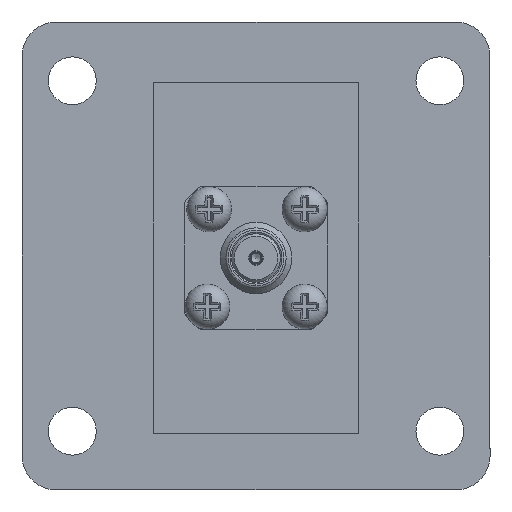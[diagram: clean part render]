
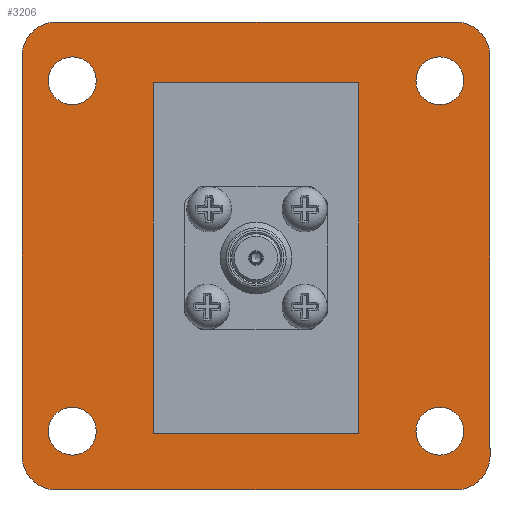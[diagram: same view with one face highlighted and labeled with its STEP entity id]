
A CAD part, left-side view. The second image highlights one B-rep face of the part: STEP entity #3206.
In plain terms, the highlighted planar face has unit normal (-1, 0, 0).
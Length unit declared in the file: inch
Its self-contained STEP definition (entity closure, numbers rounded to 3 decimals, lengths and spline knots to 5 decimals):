
#26 = VERTEX_POINT ( 'NONE', #913 ) ;
#121 = EDGE_CURVE ( 'NONE', #2263, #723, #2647, .T. ) ;
#287 = DIRECTION ( 'NONE',  ( 0., 0., -1. ) ) ;
#409 = DIRECTION ( 'NONE',  ( 0., -1., 0. ) ) ;
#482 = DIRECTION ( 'NONE',  ( 0., 0., -1. ) ) ;
#559 = CARTESIAN_POINT ( 'NONE',  ( -0.19685, 0.69698, 0.70405 ) ) ;
#561 = CARTESIAN_POINT ( 'NONE',  ( -0.19685, -0.6405, 0.53375 ) ) ;
#577 = CARTESIAN_POINT ( 'NONE',  ( -0.19685, 0.69698, -0.808 ) ) ;
#598 = CARTESIAN_POINT ( 'NONE',  ( -0.19685, -0.6405, -0.68651 ) ) ;
#605 = FACE_BOUND ( 'NONE', #2053, .T. ) ;
#606 = CIRCLE ( 'NONE', #2776, 0.1181 ) ;
#639 = CARTESIAN_POINT ( 'NONE',  ( -0.19685, 0.81508, 0.70405 ) ) ;
#640 = DIRECTION ( 'NONE',  ( 1., 0., 0. ) ) ;
#647 = EDGE_CURVE ( 'NONE', #3302, #3198, #1551, .T. ) ;
#656 = AXIS2_PLACEMENT_3D ( 'NONE', #2388, #2371, #2356 ) ;
#686 = VERTEX_POINT ( 'NONE', #1195 ) ;
#717 = CARTESIAN_POINT ( 'NONE',  ( -0.19685, -0.81508, -0.6899 ) ) ;
#723 = VERTEX_POINT ( 'NONE', #577 ) ;
#735 = EDGE_CURVE ( 'NONE', #723, #1072, #1933, .T. ) ;
#797 = CARTESIAN_POINT ( 'NONE',  ( -0.19685, -0.69698, 0.82215 ) ) ;
#798 = CARTESIAN_POINT ( 'NONE',  ( -0.19685, 0.63991, -0.60305 ) ) ;
#799 = DIRECTION ( 'NONE',  ( 0., 0., -1. ) ) ;
#807 = VERTEX_POINT ( 'NONE', #1114 ) ;
#822 = EDGE_LOOP ( 'NONE', ( #3593 ) ) ;
#853 = CIRCLE ( 'NONE', #2885, 0.08346 ) ;
#864 = AXIS2_PLACEMENT_3D ( 'NONE', #1289, #2484, #3135 ) ;
#871 = DIRECTION ( 'NONE',  ( 0., 0., -1. ) ) ;
#887 = CARTESIAN_POINT ( 'NONE',  ( -0.19685, 0.63991, 0.53375 ) ) ;
#913 = CARTESIAN_POINT ( 'NONE',  ( -0.19685, 0.69698, 0.82215 ) ) ;
#992 = DIRECTION ( 'NONE',  ( 1., 0., 0. ) ) ;
#1017 = CARTESIAN_POINT ( 'NONE',  ( -0.19685, -0.6405, 0.61721 ) ) ;
#1072 = VERTEX_POINT ( 'NONE', #1887 ) ;
#1106 = DIRECTION ( 'NONE',  ( 0., 0., -1. ) ) ;
#1107 = CARTESIAN_POINT ( 'NONE',  ( -0.19685, -0.69698, -0.808 ) ) ;
#1109 = EDGE_CURVE ( 'NONE', #2548, #2548, #1113, .T. ) ;
#1113 = CIRCLE ( 'NONE', #2471, 0.08346 ) ;
#1114 = CARTESIAN_POINT ( 'NONE',  ( -0.19685, 0.35829, -0.61013 ) ) ;
#1133 = EDGE_CURVE ( 'NONE', #3198, #1340, #3363, .T. ) ;
#1187 = CIRCLE ( 'NONE', #2320, 0.08346 ) ;
#1195 = CARTESIAN_POINT ( 'NONE',  ( -0.19685, 0.63991, -0.68651 ) ) ;
#1289 = CARTESIAN_POINT ( 'NONE',  ( -0.19685, 0.69698, -0.6899 ) ) ;
#1311 = VERTEX_POINT ( 'NONE', #598 ) ;
#1340 = VERTEX_POINT ( 'NONE', #3375 ) ;
#1347 = EDGE_LOOP ( 'NONE', ( #3446, #3390, #3300, #3115 ) ) ;
#1350 = DIRECTION ( 'NONE',  ( 1., 0., 0. ) ) ;
#1359 = CARTESIAN_POINT ( 'NONE',  ( -0.19685, 0.35829, 0.61013 ) ) ;
#1391 = DIRECTION ( 'NONE',  ( 0., 1., 0. ) ) ;
#1403 = EDGE_CURVE ( 'NONE', #1072, #2742, #1950, .T. ) ;
#1405 = CARTESIAN_POINT ( 'NONE',  ( -0.19685, -0.69698, -0.808 ) ) ;
#1409 = FACE_BOUND ( 'NONE', #822, .T. ) ;
#1427 = VERTEX_POINT ( 'NONE', #2798 ) ;
#1437 = EDGE_LOOP ( 'NONE', ( #3824, #3877, #3919, #3933, #3913, #3829, #3780, #3722 ) ) ;
#1501 = FACE_BOUND ( 'NONE', #1517, .T. ) ;
#1513 = CARTESIAN_POINT ( 'NONE',  ( -0.19685, 0.35829, 0.61013 ) ) ;
#1517 = EDGE_LOOP ( 'NONE', ( #3687 ) ) ;
#1551 = CIRCLE ( 'NONE', #656, 0.1181 ) ;
#1669 = CIRCLE ( 'NONE', #3361, 0.1181 ) ;
#1688 = DIRECTION ( 'NONE',  ( 1., 0., 0. ) ) ;
#1887 = CARTESIAN_POINT ( 'NONE',  ( -0.19685, 0.81508, -0.6899 ) ) ;
#1901 = AXIS2_PLACEMENT_3D ( 'NONE', #2432, #640, #2716 ) ;
#1910 = VECTOR ( 'NONE', #482, 39.37008 ) ;
#1933 = CIRCLE ( 'NONE', #864, 0.1181 ) ;
#1950 = LINE ( 'NONE', #2874, #3211 ) ;
#1972 = LINE ( 'NONE', #797, #2065 ) ;
#2048 = DIRECTION ( 'NONE',  ( 0., 0., 1. ) ) ;
#2053 = EDGE_LOOP ( 'NONE', ( #3552 ) ) ;
#2065 = VECTOR ( 'NONE', #2859, 39.37008 ) ;
#2073 = DIRECTION ( 'NONE',  ( 0., 1., 0. ) ) ;
#2074 = EDGE_CURVE ( 'NONE', #2742, #26, #606, .T. ) ;
#2104 = CARTESIAN_POINT ( 'NONE',  ( -0.19685, -0.35829, -0.61013 ) ) ;
#2117 = DIRECTION ( 'NONE',  ( 0., 0., -1. ) ) ;
#2127 = DIRECTION ( 'NONE',  ( 1., 0., 0. ) ) ;
#2132 = VERTEX_POINT ( 'NONE', #1359 ) ;
#2200 = FACE_OUTER_BOUND ( 'NONE', #1437, .T. ) ;
#2209 = EDGE_CURVE ( 'NONE', #1340, #2263, #1669, .T. ) ;
#2228 = CARTESIAN_POINT ( 'NONE',  ( -0.19685, 0.35829, -0.61013 ) ) ;
#2263 = VERTEX_POINT ( 'NONE', #1107 ) ;
#2281 = VERTEX_POINT ( 'NONE', #887 ) ;
#2288 = FACE_BOUND ( 'NONE', #3872, .T. ) ;
#2320 = AXIS2_PLACEMENT_3D ( 'NONE', #3878, #2127, #287 ) ;
#2356 = DIRECTION ( 'NONE',  ( 0., 0., -1. ) ) ;
#2371 = DIRECTION ( 'NONE',  ( 1., 0., 0. ) ) ;
#2388 = CARTESIAN_POINT ( 'NONE',  ( -0.19685, -0.69698, 0.70405 ) ) ;
#2394 = EDGE_CURVE ( 'NONE', #1427, #2132, #3149, .T. ) ;
#2426 = CIRCLE ( 'NONE', #1901, 0.08346 ) ;
#2429 = LINE ( 'NONE', #2228, #3092 ) ;
#2432 = CARTESIAN_POINT ( 'NONE',  ( -0.19685, -0.6405, -0.60305 ) ) ;
#2471 = AXIS2_PLACEMENT_3D ( 'NONE', #1017, #992, #799 ) ;
#2484 = DIRECTION ( 'NONE',  ( 1., 0., 0. ) ) ;
#2508 = EDGE_CURVE ( 'NONE', #2281, #2281, #1187, .T. ) ;
#2517 = LINE ( 'NONE', #1513, #3171 ) ;
#2548 = VERTEX_POINT ( 'NONE', #561 ) ;
#2565 = EDGE_CURVE ( 'NONE', #686, #686, #853, .T. ) ;
#2645 = DIRECTION ( 'NONE',  ( 1., 0., 0. ) ) ;
#2647 = LINE ( 'NONE', #1405, #3698 ) ;
#2657 = EDGE_CURVE ( 'NONE', #3816, #1427, #3049, .T. ) ;
#2716 = DIRECTION ( 'NONE',  ( 0., 0., -1. ) ) ;
#2742 = VERTEX_POINT ( 'NONE', #639 ) ;
#2776 = AXIS2_PLACEMENT_3D ( 'NONE', #3087, #1350, #3387 ) ;
#2798 = CARTESIAN_POINT ( 'NONE',  ( -0.19685, -0.35829, 0.61013 ) ) ;
#2859 = DIRECTION ( 'NONE',  ( 0., -1., 0. ) ) ;
#2862 = DIRECTION ( 'NONE',  ( 1., 0., 0. ) ) ;
#2874 = CARTESIAN_POINT ( 'NONE',  ( -0.19685, 0.81508, -0.6899 ) ) ;
#2885 = AXIS2_PLACEMENT_3D ( 'NONE', #798, #2862, #1106 ) ;
#2915 = EDGE_CURVE ( 'NONE', #807, #3816, #2429, .T. ) ;
#2917 = PLANE ( 'NONE',  #3947 ) ;
#2977 = CARTESIAN_POINT ( 'NONE',  ( -0.19685, -0.69698, 0.82215 ) ) ;
#3013 = DIRECTION ( 'NONE',  ( 0., 0., 1. ) ) ;
#3019 = EDGE_CURVE ( 'NONE', #26, #3302, #1972, .T. ) ;
#3049 = LINE ( 'NONE', #3790, #3143 ) ;
#3087 = CARTESIAN_POINT ( 'NONE',  ( -0.19685, 0.69698, 0.70405 ) ) ;
#3092 = VECTOR ( 'NONE', #409, 39.37008 ) ;
#3101 = VECTOR ( 'NONE', #2073, 39.37008 ) ;
#3115 = ORIENTED_EDGE ( 'NONE', *, *, #3308, .F. ) ;
#3135 = DIRECTION ( 'NONE',  ( 0., 0., -1. ) ) ;
#3143 = VECTOR ( 'NONE', #2048, 39.37008 ) ;
#3149 = LINE ( 'NONE', #3822, #3101 ) ;
#3171 = VECTOR ( 'NONE', #2117, 39.37008 ) ;
#3198 = VERTEX_POINT ( 'NONE', #3517 ) ;
#3206 = ADVANCED_FACE ( 'NONE', ( #2200, #1501, #2288, #1409, #605, #3657 ), #2917, .F. ) ;
#3211 = VECTOR ( 'NONE', #3013, 39.37008 ) ;
#3300 = ORIENTED_EDGE ( 'NONE', *, *, #2915, .F. ) ;
#3302 = VERTEX_POINT ( 'NONE', #2977 ) ;
#3308 = EDGE_CURVE ( 'NONE', #2132, #807, #2517, .T. ) ;
#3349 = EDGE_CURVE ( 'NONE', #1311, #1311, #2426, .T. ) ;
#3361 = AXIS2_PLACEMENT_3D ( 'NONE', #3443, #1688, #3742 ) ;
#3363 = LINE ( 'NONE', #717, #1910 ) ;
#3375 = CARTESIAN_POINT ( 'NONE',  ( -0.19685, -0.81508, -0.6899 ) ) ;
#3387 = DIRECTION ( 'NONE',  ( 0., 0., -1. ) ) ;
#3390 = ORIENTED_EDGE ( 'NONE', *, *, #2657, .F. ) ;
#3443 = CARTESIAN_POINT ( 'NONE',  ( -0.19685, -0.69698, -0.6899 ) ) ;
#3446 = ORIENTED_EDGE ( 'NONE', *, *, #2394, .F. ) ;
#3517 = CARTESIAN_POINT ( 'NONE',  ( -0.19685, -0.81508, 0.70405 ) ) ;
#3552 = ORIENTED_EDGE ( 'NONE', *, *, #2508, .T. ) ;
#3593 = ORIENTED_EDGE ( 'NONE', *, *, #1109, .T. ) ;
#3649 = ORIENTED_EDGE ( 'NONE', *, *, #3349, .T. ) ;
#3657 = FACE_BOUND ( 'NONE', #1347, .T. ) ;
#3687 = ORIENTED_EDGE ( 'NONE', *, *, #2565, .T. ) ;
#3698 = VECTOR ( 'NONE', #1391, 39.37008 ) ;
#3722 = ORIENTED_EDGE ( 'NONE', *, *, #3019, .F. ) ;
#3742 = DIRECTION ( 'NONE',  ( 0., 0., -1. ) ) ;
#3780 = ORIENTED_EDGE ( 'NONE', *, *, #647, .F. ) ;
#3790 = CARTESIAN_POINT ( 'NONE',  ( -0.19685, -0.35829, 0.61013 ) ) ;
#3816 = VERTEX_POINT ( 'NONE', #2104 ) ;
#3822 = CARTESIAN_POINT ( 'NONE',  ( -0.19685, 0.35829, 0.61013 ) ) ;
#3824 = ORIENTED_EDGE ( 'NONE', *, *, #2074, .F. ) ;
#3829 = ORIENTED_EDGE ( 'NONE', *, *, #1133, .F. ) ;
#3872 = EDGE_LOOP ( 'NONE', ( #3649 ) ) ;
#3877 = ORIENTED_EDGE ( 'NONE', *, *, #1403, .F. ) ;
#3878 = CARTESIAN_POINT ( 'NONE',  ( -0.19685, 0.63991, 0.61721 ) ) ;
#3913 = ORIENTED_EDGE ( 'NONE', *, *, #2209, .F. ) ;
#3919 = ORIENTED_EDGE ( 'NONE', *, *, #735, .F. ) ;
#3933 = ORIENTED_EDGE ( 'NONE', *, *, #121, .F. ) ;
#3947 = AXIS2_PLACEMENT_3D ( 'NONE', #559, #2645, #871 ) ;
